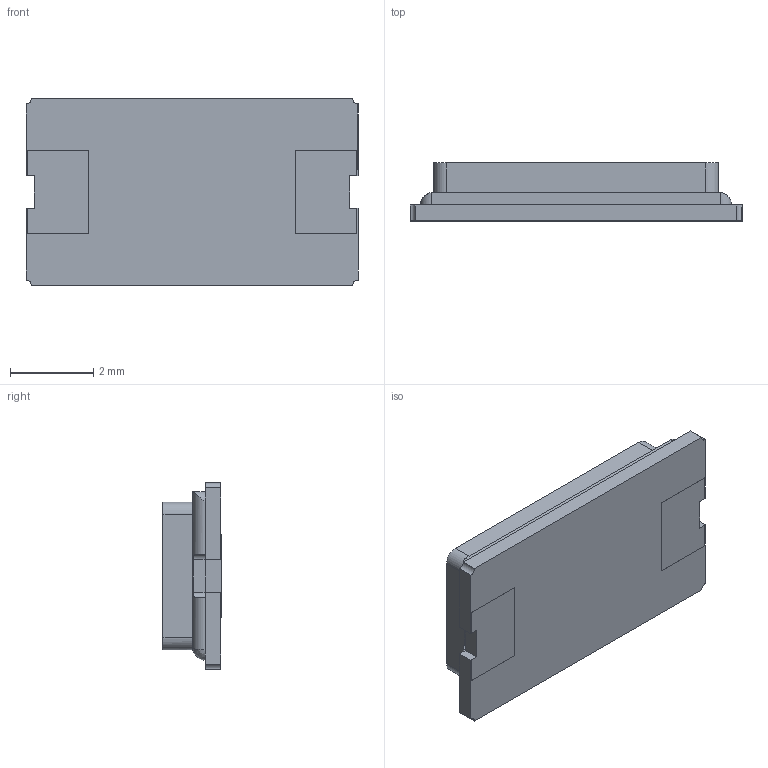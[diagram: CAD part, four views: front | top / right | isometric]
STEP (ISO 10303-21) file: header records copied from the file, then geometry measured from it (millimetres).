
FILE_DESCRIPTION (( 'STEP AP214' ), '1' );
FILE_NAME ('ABM2.STEP', '2013-08-06T09:46:18', ( '' ), ( '' ), 'SwSTEP 2.0', 'SolidWorks 2012', '' );
FILE_SCHEMA (( 'AUTOMOTIVE_DESIGN' ));
Length unit declared in the file: inch
Products named in the file (1): ABM2
Bounding box: 8 x 1.4 x 4.5 mm (x, y, z)
Volume: 39.7 mm3; surface area: 100.8 mm2
Topology: 1 solids, 1 shells, 125 faces, 345 edges, 228 vertices
Faces by surface type: plane 83, bspline 25, cylinder 17
Entity records: 6806 total; most frequent: CARTESIAN_POINT 2124, ORIENTED_EDGE 686, DIRECTION 517, EDGE_CURVE 343, VECTOR 255, LINE 255, VERTEX_POINT 228, EDGE_LOOP 133
